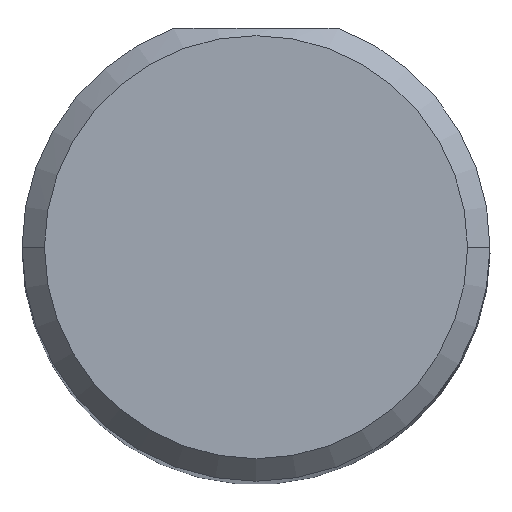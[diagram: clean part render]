
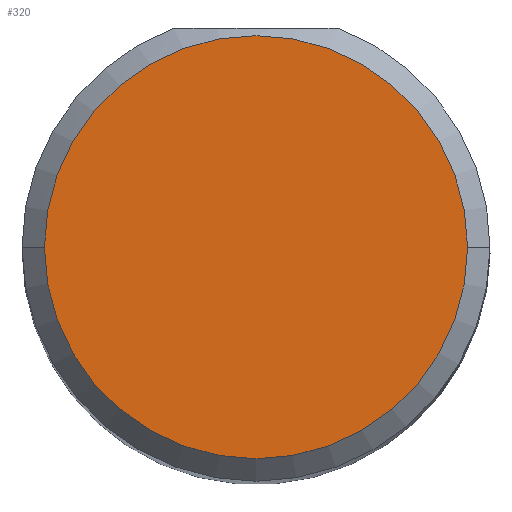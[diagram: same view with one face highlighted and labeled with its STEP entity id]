
A CAD part, top view. The second image highlights one B-rep face of the part: STEP entity #320.
In plain terms, the highlighted planar face has unit normal (0, 0, 1).
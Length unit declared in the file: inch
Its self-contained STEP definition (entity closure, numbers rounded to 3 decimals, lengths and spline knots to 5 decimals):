
#36 = DIRECTION ( 'NONE',  ( 1., 0., 0. ) ) ;
#45 = DIRECTION ( 'NONE',  ( 0., 0., 1. ) ) ;
#52 = CARTESIAN_POINT ( 'NONE',  ( 0., 0., 2.5 ) ) ;
#97 = EDGE_CURVE ( 'NONE', #113, #202, #158, .T. ) ;
#106 = CIRCLE ( 'NONE', #270, 0.14125 ) ;
#113 = VERTEX_POINT ( 'NONE', #389 ) ;
#117 = PLANE ( 'NONE',  #193 ) ;
#139 = DIRECTION ( 'NONE',  ( 0., 0., 1. ) ) ;
#158 = CIRCLE ( 'NONE', #478, 0.14125 ) ;
#167 = FACE_OUTER_BOUND ( 'NONE', #194, .T. ) ;
#173 = DIRECTION ( 'NONE',  ( 1., 0., 0. ) ) ;
#193 = AXIS2_PLACEMENT_3D ( 'NONE', #407, #45, #494 ) ;
#194 = EDGE_LOOP ( 'NONE', ( #440, #434 ) ) ;
#202 = VERTEX_POINT ( 'NONE', #232 ) ;
#232 = CARTESIAN_POINT ( 'NONE',  ( -0.14125, 0., 2.5 ) ) ;
#270 = AXIS2_PLACEMENT_3D ( 'NONE', #446, #499, #36 ) ;
#320 = ADVANCED_FACE ( 'NONE', ( #167 ), #117, .T. ) ;
#348 = EDGE_CURVE ( 'NONE', #202, #113, #106, .T. ) ;
#389 = CARTESIAN_POINT ( 'NONE',  ( 0.14125, 0., 2.5 ) ) ;
#407 = CARTESIAN_POINT ( 'NONE',  ( 0., 0., 2.5 ) ) ;
#434 = ORIENTED_EDGE ( 'NONE', *, *, #97, .T. ) ;
#440 = ORIENTED_EDGE ( 'NONE', *, *, #348, .T. ) ;
#446 = CARTESIAN_POINT ( 'NONE',  ( 0., 0., 2.5 ) ) ;
#478 = AXIS2_PLACEMENT_3D ( 'NONE', #52, #139, #173 ) ;
#494 = DIRECTION ( 'NONE',  ( 1., 0., 0. ) ) ;
#499 = DIRECTION ( 'NONE',  ( 0., 0., 1. ) ) ;
